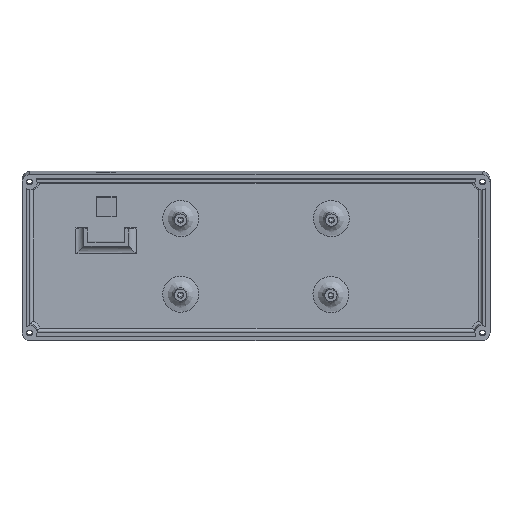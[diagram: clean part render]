
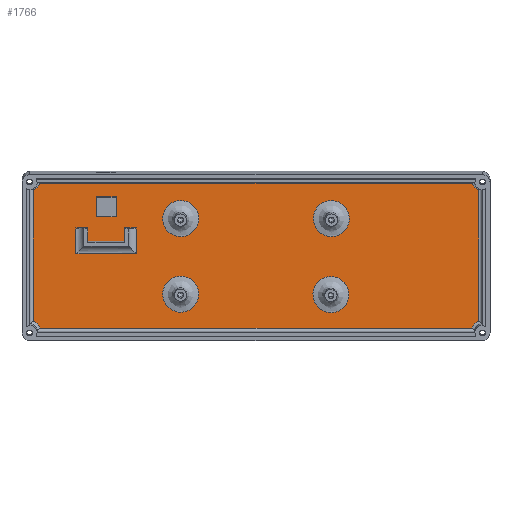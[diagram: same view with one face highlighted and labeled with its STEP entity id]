
A CAD part, top view. The second image highlights one B-rep face of the part: STEP entity #1766.
In plain terms, the highlighted planar face has unit normal (0, 0, 1).
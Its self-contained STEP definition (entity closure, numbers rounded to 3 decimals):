
#19=ELLIPSE('',#1869,5.541,5.52);
#22=ELLIPSE('',#1873,5.541,5.52);
#23=ELLIPSE('',#1875,5.541,5.52);
#26=ELLIPSE('',#1878,5.541,5.52);
#27=ELLIPSE('',#1886,9.135,9.1);
#28=ELLIPSE('',#1887,9.135,9.1);
#29=ELLIPSE('',#1888,9.135,9.1);
#30=ELLIPSE('',#1889,9.135,9.1);
#78=LINE('',#2609,#230);
#79=LINE('',#2627,#231);
#82=LINE('',#2719,#234);
#84=LINE('',#2796,#236);
#104=LINE('',#2929,#256);
#105=LINE('',#2931,#257);
#106=LINE('',#2933,#258);
#107=LINE('',#2934,#259);
#108=LINE('',#2941,#260);
#109=LINE('',#2943,#261);
#110=LINE('',#2945,#262);
#111=LINE('',#2947,#263);
#112=LINE('',#2949,#264);
#113=LINE('',#2951,#265);
#114=LINE('',#2953,#266);
#115=LINE('',#2954,#267);
#230=VECTOR('',#2071,10.);
#231=VECTOR('',#2074,10.);
#234=VECTOR('',#2083,10.);
#236=VECTOR('',#2091,10.);
#256=VECTOR('',#2137,10.);
#257=VECTOR('',#2138,10.);
#258=VECTOR('',#2139,10.);
#259=VECTOR('',#2140,10.);
#260=VECTOR('',#2145,10.);
#261=VECTOR('',#2146,10.);
#262=VECTOR('',#2147,10.);
#263=VECTOR('',#2148,10.);
#264=VECTOR('',#2149,10.);
#265=VECTOR('',#2150,10.);
#266=VECTOR('',#2151,10.);
#267=VECTOR('',#2152,10.);
#428=FACE_BOUND('',#573,.T.);
#429=FACE_BOUND('',#574,.T.);
#430=FACE_BOUND('',#575,.T.);
#431=FACE_BOUND('',#576,.T.);
#432=FACE_BOUND('',#577,.T.);
#433=FACE_BOUND('',#578,.T.);
#464=FACE_OUTER_BOUND('',#572,.T.);
#572=EDGE_LOOP('',(#1256,#1257,#1258,#1259,#1260,#1261,#1262,#1263));
#573=EDGE_LOOP('',(#1264));
#574=EDGE_LOOP('',(#1265));
#575=EDGE_LOOP('',(#1266,#1267,#1268,#1269));
#576=EDGE_LOOP('',(#1270));
#577=EDGE_LOOP('',(#1271));
#578=EDGE_LOOP('',(#1272,#1273,#1274,#1275,#1276,#1277,#1278,#1279));
#749=VERTEX_POINT('',#2595);
#750=VERTEX_POINT('',#2608);
#751=VERTEX_POINT('',#2625);
#752=VERTEX_POINT('',#2626);
#756=VERTEX_POINT('',#2687);
#761=VERTEX_POINT('',#2718);
#764=VERTEX_POINT('',#2771);
#767=VERTEX_POINT('',#2795);
#788=VERTEX_POINT('',#2923);
#789=VERTEX_POINT('',#2925);
#790=VERTEX_POINT('',#2927);
#791=VERTEX_POINT('',#2928);
#792=VERTEX_POINT('',#2930);
#793=VERTEX_POINT('',#2932);
#794=VERTEX_POINT('',#2935);
#795=VERTEX_POINT('',#2937);
#796=VERTEX_POINT('',#2939);
#797=VERTEX_POINT('',#2940);
#798=VERTEX_POINT('',#2942);
#799=VERTEX_POINT('',#2944);
#800=VERTEX_POINT('',#2946);
#801=VERTEX_POINT('',#2948);
#802=VERTEX_POINT('',#2950);
#803=VERTEX_POINT('',#2952);
#925=EDGE_CURVE('',#749,#750,#78,.T.);
#927=EDGE_CURVE('',#751,#752,#79,.T.);
#932=EDGE_CURVE('',#752,#756,#19,.T.);
#938=EDGE_CURVE('',#756,#761,#82,.T.);
#942=EDGE_CURVE('',#761,#764,#22,.T.);
#946=EDGE_CURVE('',#764,#767,#84,.T.);
#949=EDGE_CURVE('',#750,#751,#23,.T.);
#953=EDGE_CURVE('',#767,#749,#26,.T.);
#976=EDGE_CURVE('',#788,#788,#27,.T.);
#977=EDGE_CURVE('',#789,#789,#28,.T.);
#978=EDGE_CURVE('',#790,#791,#104,.T.);
#979=EDGE_CURVE('',#791,#792,#105,.T.);
#980=EDGE_CURVE('',#792,#793,#106,.T.);
#981=EDGE_CURVE('',#793,#790,#107,.T.);
#982=EDGE_CURVE('',#794,#794,#29,.T.);
#983=EDGE_CURVE('',#795,#795,#30,.T.);
#984=EDGE_CURVE('',#796,#797,#108,.T.);
#985=EDGE_CURVE('',#797,#798,#109,.T.);
#986=EDGE_CURVE('',#798,#799,#110,.T.);
#987=EDGE_CURVE('',#799,#800,#111,.T.);
#988=EDGE_CURVE('',#800,#801,#112,.T.);
#989=EDGE_CURVE('',#802,#801,#113,.T.);
#990=EDGE_CURVE('',#803,#802,#114,.T.);
#991=EDGE_CURVE('',#796,#803,#115,.T.);
#1256=ORIENTED_EDGE('',*,*,#927,.F.);
#1257=ORIENTED_EDGE('',*,*,#949,.F.);
#1258=ORIENTED_EDGE('',*,*,#925,.F.);
#1259=ORIENTED_EDGE('',*,*,#953,.F.);
#1260=ORIENTED_EDGE('',*,*,#946,.F.);
#1261=ORIENTED_EDGE('',*,*,#942,.F.);
#1262=ORIENTED_EDGE('',*,*,#938,.F.);
#1263=ORIENTED_EDGE('',*,*,#932,.F.);
#1264=ORIENTED_EDGE('',*,*,#976,.F.);
#1265=ORIENTED_EDGE('',*,*,#977,.F.);
#1266=ORIENTED_EDGE('',*,*,#978,.T.);
#1267=ORIENTED_EDGE('',*,*,#979,.T.);
#1268=ORIENTED_EDGE('',*,*,#980,.T.);
#1269=ORIENTED_EDGE('',*,*,#981,.T.);
#1270=ORIENTED_EDGE('',*,*,#982,.F.);
#1271=ORIENTED_EDGE('',*,*,#983,.F.);
#1272=ORIENTED_EDGE('',*,*,#984,.T.);
#1273=ORIENTED_EDGE('',*,*,#985,.T.);
#1274=ORIENTED_EDGE('',*,*,#986,.T.);
#1275=ORIENTED_EDGE('',*,*,#987,.T.);
#1276=ORIENTED_EDGE('',*,*,#988,.T.);
#1277=ORIENTED_EDGE('',*,*,#989,.F.);
#1278=ORIENTED_EDGE('',*,*,#990,.F.);
#1279=ORIENTED_EDGE('',*,*,#991,.F.);
#1707=PLANE('',#1885);
#1766=ADVANCED_FACE('',(#464,#428,#429,#430,#431,#432,#433),#1707,.F.);
#1869=AXIS2_PLACEMENT_3D('',#2688,#2076,#2077);
#1873=AXIS2_PLACEMENT_3D('',#2772,#2086,#2087);
#1875=AXIS2_PLACEMENT_3D('',#2841,#2092,#2093);
#1878=AXIS2_PLACEMENT_3D('',#2875,#2098,#2099);
#1885=AXIS2_PLACEMENT_3D('',#2922,#2131,#2132);
#1886=AXIS2_PLACEMENT_3D('',#2924,#2133,#2134);
#1887=AXIS2_PLACEMENT_3D('',#2926,#2135,#2136);
#1888=AXIS2_PLACEMENT_3D('',#2936,#2141,#2142);
#1889=AXIS2_PLACEMENT_3D('',#2938,#2143,#2144);
#2071=DIRECTION('',(-1.,0.,0.));
#2074=DIRECTION('',(0.,1.,0.));
#2076=DIRECTION('center_axis',(0.,0.,
1.));
#2077=DIRECTION('ref_axis',(0.,-1.,0.));
#2083=DIRECTION('',(1.,0.,0.));
#2086=DIRECTION('center_axis',(0.,0.,
1.));
#2087=DIRECTION('ref_axis',(0.,-1.,0.));
#2091=DIRECTION('',(0.,-1.,0.));
#2092=DIRECTION('center_axis',(0.,0.,
1.));
#2093=DIRECTION('ref_axis',(0.,1.,0.));
#2098=DIRECTION('center_axis',(0.,0.,
1.));
#2099=DIRECTION('ref_axis',(0.,1.,0.));
#2131=DIRECTION('center_axis',(0.,0.,
-1.));
#2132=DIRECTION('ref_axis',(1.,0.,0.));
#2133=DIRECTION('center_axis',(0.,0.,
1.));
#2134=DIRECTION('ref_axis',(0.,1.,0.));
#2135=DIRECTION('center_axis',(0.,0.,
1.));
#2136=DIRECTION('ref_axis',(0.,1.,0.));
#2137=DIRECTION('',(0.,-1.,0.));
#2138=DIRECTION('',(-1.,0.,0.));
#2139=DIRECTION('',(0.,1.,0.));
#2140=DIRECTION('',(1.,0.,0.));
#2141=DIRECTION('center_axis',(0.,0.,
1.));
#2142=DIRECTION('ref_axis',(0.,1.,0.));
#2143=DIRECTION('center_axis',(0.,0.,
1.));
#2144=DIRECTION('ref_axis',(0.,1.,0.));
#2145=DIRECTION('',(1.,0.,0.));
#2146=DIRECTION('',(0.,-1.,0.));
#2147=DIRECTION('',(1.,0.,0.));
#2148=DIRECTION('',(0.,1.,0.));
#2149=DIRECTION('',(1.,0.,0.));
#2150=DIRECTION('',(0.,1.,0.));
#2151=DIRECTION('',(1.,0.,0.));
#2152=DIRECTION('',(0.,-1.,0.));
#2595=CARTESIAN_POINT('',(223.747,-98.052,-1.759));
#2608=CARTESIAN_POINT('',(5.043,-98.052,-1.759));
#2609=CARTESIAN_POINT('',(57.21,-98.052,-1.759));
#2625=CARTESIAN_POINT('',(1.625,-94.621,-1.759));
#2626=CARTESIAN_POINT('',(1.625,-28.135,-1.759));
#2627=CARTESIAN_POINT('',(1.625,-42.873,-1.759));
#2687=CARTESIAN_POINT('',(5.043,-24.703,-1.759));
#2688=CARTESIAN_POINT('Origin',(-0.175,-22.896,-1.759));
#2718=CARTESIAN_POINT('',(223.747,-24.703,-1.759));
#2719=CARTESIAN_POINT('',(171.58,-24.703,-1.759));
#2771=CARTESIAN_POINT('',(227.165,-28.135,-1.759));
#2772=CARTESIAN_POINT('Origin',(228.965,-22.896,-1.759));
#2795=CARTESIAN_POINT('',(227.165,-94.621,-1.759));
#2796=CARTESIAN_POINT('',(227.165,-80.862,-1.759));
#2841=CARTESIAN_POINT('Origin',(-0.175,-99.859,-1.759));
#2875=CARTESIAN_POINT('Origin',(228.965,-99.859,-1.759));
#2922=CARTESIAN_POINT('Origin',(114.395,-61.238,-1.759));
#2923=CARTESIAN_POINT('',(152.495,-51.809,-1.759));
#2924=CARTESIAN_POINT('Origin',(152.495,-42.674,-1.759));
#2925=CARTESIAN_POINT('',(76.294,-90.055,-1.759));
#2926=CARTESIAN_POINT('Origin',(76.294,-80.92,-1.759));
#2927=CARTESIAN_POINT('',(43.665,-31.511,-1.759));
#2928=CARTESIAN_POINT('',(43.665,-41.549,-1.759));
#2929=CARTESIAN_POINT('',(43.665,-51.226,-1.759));
#2930=CARTESIAN_POINT('',(33.665,-41.549,-1.759));
#2931=CARTESIAN_POINT('',(74.03,-41.549,-1.759));
#2932=CARTESIAN_POINT('',(33.665,-31.511,-1.759));
#2933=CARTESIAN_POINT('',(33.665,-46.245,-1.759));
#2934=CARTESIAN_POINT('',(79.03,-31.511,-1.759));
#2935=CARTESIAN_POINT('',(76.294,-51.809,-1.759));
#2936=CARTESIAN_POINT('Origin',(76.294,-42.674,-1.759));
#2937=CARTESIAN_POINT('',(152.295,-90.255,-1.759));
#2938=CARTESIAN_POINT('Origin',(152.295,-81.121,-1.759));
#2939=CARTESIAN_POINT('',(23.33,-47.438,-1.759));
#2940=CARTESIAN_POINT('',(29.33,-47.438,-1.759));
#2941=CARTESIAN_POINT('',(71.863,-47.438,-1.759));
#2942=CARTESIAN_POINT('',(29.33,-54.214,-1.759));
#2943=CARTESIAN_POINT('',(29.33,-57.511,-1.759));
#2944=CARTESIAN_POINT('',(47.91,-54.214,-1.759));
#2945=CARTESIAN_POINT('',(81.153,-54.214,-1.759));
#2946=CARTESIAN_POINT('',(47.91,-47.438,-1.759));
#2947=CARTESIAN_POINT('',(47.91,-54.148,-1.759));
#2948=CARTESIAN_POINT('',(53.91,-47.438,-1.759));
#2949=CARTESIAN_POINT('',(82.153,-47.438,-1.759));
#2950=CARTESIAN_POINT('',(53.91,-60.586,-1.759));
#2951=CARTESIAN_POINT('',(53.91,-58.507,-1.759));
#2952=CARTESIAN_POINT('',(23.33,-60.586,-1.759));
#2953=CARTESIAN_POINT('',(70.863,-60.586,-1.759));
#2954=CARTESIAN_POINT('',(23.33,-54.148,-1.759));
